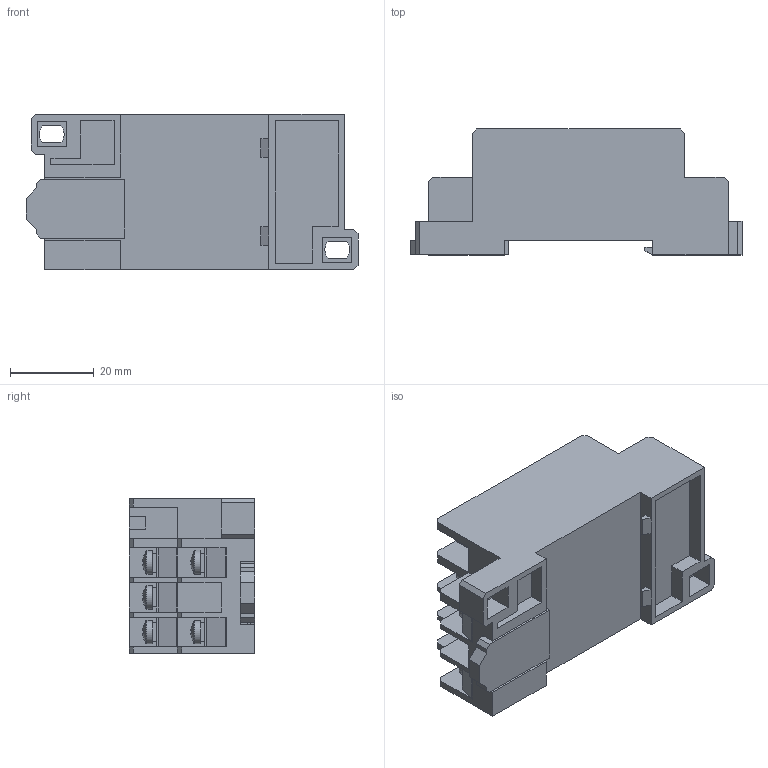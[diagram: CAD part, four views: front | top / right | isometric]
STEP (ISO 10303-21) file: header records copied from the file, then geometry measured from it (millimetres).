
FILE_DESCRIPTION (( 'STEP AP203' ), '1' );
FILE_NAME ('RRP10D-RRM-3 Ðàçúåì ÐÐÌ77-3(PTF11A) äëÿ ÐÝÊ77-3(LY3) ìîäóëüíûé ÈÝÊ.STEP', '2017-10-20T12:52:54', ( '' ), ( '' ), 'SwSTEP 2.0', 'SolidWorks 2014', '' );
FILE_SCHEMA (( 'CONFIG_CONTROL_DESIGN' ));
Length unit declared in the file: millimetre
Products named in the file (1): RRP10D-RRM-3 Ðàçúåì ÐÐÌ77-3(PTF11A) äëÿ ÐÝÊ77-3(LY3) ìîäóëüíûé ÈÝÊ
Bounding box: 79.2 x 30 x 37 mm (x, y, z)
Volume: 54562.9 mm3; surface area: 16682.1 mm2
Topology: 1 solids, 6 shells, 788 faces, 2032 edges, 1271 vertices
Faces by surface type: plane 614, cone 99, cylinder 31, sphere 22, torus 22
Full cylindrical faces by diameter (mm): 4 x5, 5.6 x11
Entity records: 23525 total; most frequent: CARTESIAN_POINT 4627, ORIENTED_EDGE 3956, DIRECTION 3860, EDGE_CURVE 1978, VECTOR 1322, LINE 1322, AXIS2_PLACEMENT_3D 1269, VERTEX_POINT 1244
